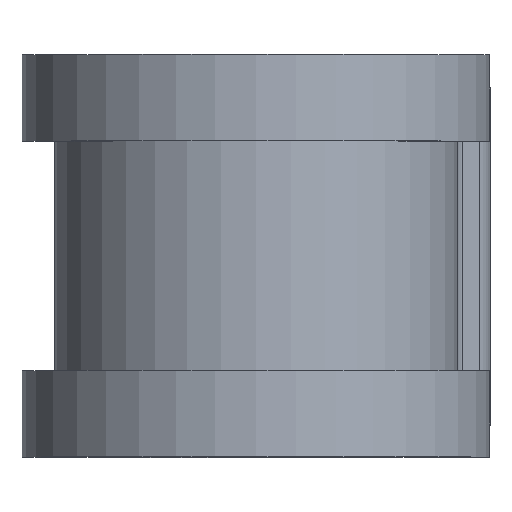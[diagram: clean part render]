
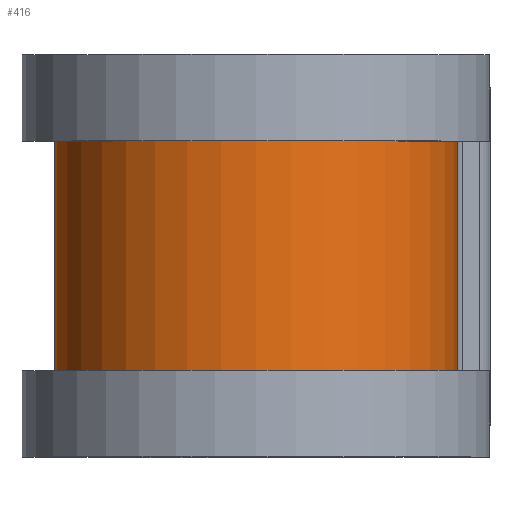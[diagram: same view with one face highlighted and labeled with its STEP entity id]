
A CAD part, top view. The second image highlights one B-rep face of the part: STEP entity #416.
In plain terms, the highlighted cylindrical face has radius 9.474 mm (diameter 18.948 mm), a partial arc.
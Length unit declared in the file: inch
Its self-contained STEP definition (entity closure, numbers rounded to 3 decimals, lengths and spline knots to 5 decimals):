
#37 = EDGE_CURVE ( 'NONE', #142, #330, #1030, .T. ) ;
#103 = DIRECTION ( 'NONE',  ( 0., -1., 0. ) ) ;
#111 = DIRECTION ( 'NONE',  ( 0., 0., -1. ) ) ;
#142 = VERTEX_POINT ( 'NONE', #224 ) ;
#224 = CARTESIAN_POINT ( 'NONE',  ( 0.373, 0.2125, 0. ) ) ;
#254 = VECTOR ( 'NONE', #103, 39.37008 ) ;
#318 = CARTESIAN_POINT ( 'NONE',  ( 0., -0.2125, -0.373 ) ) ;
#319 = ORIENTED_EDGE ( 'NONE', *, *, #644, .F. ) ;
#330 = VERTEX_POINT ( 'NONE', #1599 ) ;
#416 = ADVANCED_FACE ( 'NONE', ( #799 ), #751, .T. ) ;
#478 = LINE ( 'NONE', #1177, #848 ) ;
#516 = DIRECTION ( 'NONE',  ( 0., -1., 0. ) ) ;
#531 = AXIS2_PLACEMENT_3D ( 'NONE', #1501, #1468, #1339 ) ;
#580 = CARTESIAN_POINT ( 'NONE',  ( 0., 0.3125, 0. ) ) ;
#644 = EDGE_CURVE ( 'NONE', #1186, #738, #730, .T. ) ;
#712 = ORIENTED_EDGE ( 'NONE', *, *, #37, .T. ) ;
#723 = CARTESIAN_POINT ( 'NONE',  ( 0., 0.3125, -0.373 ) ) ;
#724 = AXIS2_PLACEMENT_3D ( 'NONE', #931, #920, #901 ) ;
#730 = CIRCLE ( 'NONE', #531, 0.373 ) ;
#738 = VERTEX_POINT ( 'NONE', #318 ) ;
#751 = CYLINDRICAL_SURFACE ( 'NONE', #1402, 0.373 ) ;
#799 = FACE_OUTER_BOUND ( 'NONE', #813, .T. ) ;
#813 = EDGE_LOOP ( 'NONE', ( #1564, #712, #891, #319 ) ) ;
#848 = VECTOR ( 'NONE', #1571, 39.37008 ) ;
#854 = EDGE_CURVE ( 'NONE', #330, #738, #1728, .T. ) ;
#891 = ORIENTED_EDGE ( 'NONE', *, *, #854, .T. ) ;
#901 = DIRECTION ( 'NONE',  ( 0., 0., -1. ) ) ;
#920 = DIRECTION ( 'NONE',  ( 0., -1., 0. ) ) ;
#931 = CARTESIAN_POINT ( 'NONE',  ( 0., 0.2125, 0. ) ) ;
#1012 = EDGE_CURVE ( 'NONE', #142, #1186, #478, .T. ) ;
#1030 = CIRCLE ( 'NONE', #724, 0.373 ) ;
#1177 = CARTESIAN_POINT ( 'NONE',  ( 0.373, 0.3125, 0. ) ) ;
#1186 = VERTEX_POINT ( 'NONE', #1454 ) ;
#1339 = DIRECTION ( 'NONE',  ( 0., 0., -1. ) ) ;
#1402 = AXIS2_PLACEMENT_3D ( 'NONE', #580, #516, #111 ) ;
#1454 = CARTESIAN_POINT ( 'NONE',  ( 0.373, -0.2125, 0. ) ) ;
#1468 = DIRECTION ( 'NONE',  ( 0., -1., 0. ) ) ;
#1501 = CARTESIAN_POINT ( 'NONE',  ( 0., -0.2125, 0. ) ) ;
#1564 = ORIENTED_EDGE ( 'NONE', *, *, #1012, .F. ) ;
#1571 = DIRECTION ( 'NONE',  ( 0., -1., 0. ) ) ;
#1599 = CARTESIAN_POINT ( 'NONE',  ( 0., 0.2125, -0.373 ) ) ;
#1728 = LINE ( 'NONE', #723, #254 ) ;
